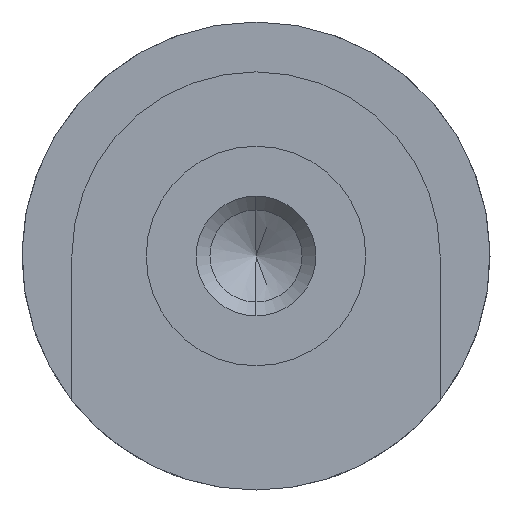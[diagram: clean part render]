
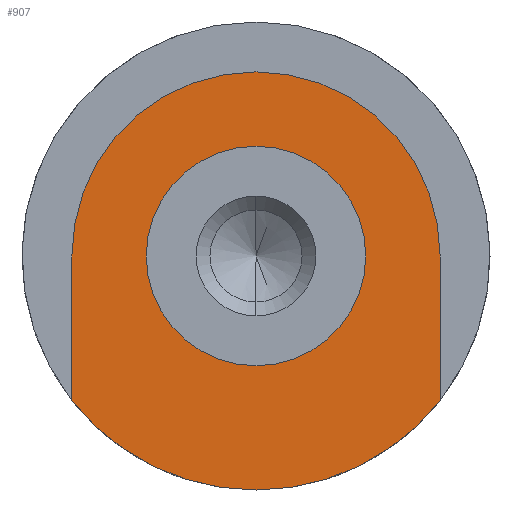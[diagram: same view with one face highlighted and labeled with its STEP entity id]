
A CAD part, left-side view. The second image highlights one B-rep face of the part: STEP entity #907.
In plain terms, the highlighted planar face has unit normal (-1, 0, 0).
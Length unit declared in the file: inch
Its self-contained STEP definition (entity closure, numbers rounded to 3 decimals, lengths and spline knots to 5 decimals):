
#29 = DIRECTION ( 'NONE',  ( -1., 0., 0. ) ) ;
#44 = FACE_BOUND ( 'NONE', #643, .T. ) ;
#49 = ORIENTED_EDGE ( 'NONE', *, *, #563, .T. ) ;
#51 = CARTESIAN_POINT ( 'NONE',  ( 0., 0., 0. ) ) ;
#57 = AXIS2_PLACEMENT_3D ( 'NONE', #979, #674, #754 ) ;
#59 = DIRECTION ( 'NONE',  ( 0., -1., 0. ) ) ;
#64 = VECTOR ( 'NONE', #1013, 39.37008 ) ;
#73 = DIRECTION ( 'NONE',  ( 0., 0., -1. ) ) ;
#74 = CARTESIAN_POINT ( 'NONE',  ( 0., 0.3935, 0. ) ) ;
#131 = AXIS2_PLACEMENT_3D ( 'NONE', #51, #29, #688 ) ;
#161 = VERTEX_POINT ( 'NONE', #491 ) ;
#162 = EDGE_CURVE ( 'NONE', #665, #361, #947, .T. ) ;
#183 = DIRECTION ( 'NONE',  ( 0., -1., 0. ) ) ;
#255 = DIRECTION ( 'NONE',  ( -1., 0., 0. ) ) ;
#267 = ORIENTED_EDGE ( 'NONE', *, *, #637, .T. ) ;
#272 = PLANE ( 'NONE',  #57 ) ;
#277 = FACE_OUTER_BOUND ( 'NONE', #342, .T. ) ;
#281 = AXIS2_PLACEMENT_3D ( 'NONE', #455, #460, #59 ) ;
#329 = CIRCLE ( 'NONE', #131, 0.5 ) ;
#335 = CARTESIAN_POINT ( 'NONE',  ( 0., -0.3935, 0. ) ) ;
#340 = CARTESIAN_POINT ( 'NONE',  ( 0., 0., 0. ) ) ;
#342 = EDGE_LOOP ( 'NONE', ( #267, #49, #454, #1023, #840 ) ) ;
#361 = VERTEX_POINT ( 'NONE', #736 ) ;
#389 = EDGE_CURVE ( 'NONE', #669, #648, #780, .T. ) ;
#448 = CIRCLE ( 'NONE', #281, 0.2345 ) ;
#449 = VERTEX_POINT ( 'NONE', #335 ) ;
#451 = CARTESIAN_POINT ( 'NONE',  ( 0., -0.3935, 0. ) ) ;
#454 = ORIENTED_EDGE ( 'NONE', *, *, #389, .T. ) ;
#455 = CARTESIAN_POINT ( 'NONE',  ( 0., 0., 0. ) ) ;
#460 = DIRECTION ( 'NONE',  ( -1., 0., 0. ) ) ;
#473 = CIRCLE ( 'NONE', #846, 0.3935 ) ;
#491 = CARTESIAN_POINT ( 'NONE',  ( 0., 0.3935, -0.30848 ) ) ;
#494 = AXIS2_PLACEMENT_3D ( 'NONE', #833, #515, #908 ) ;
#515 = DIRECTION ( 'NONE',  ( -1., 0., 0. ) ) ;
#516 = DIRECTION ( 'NONE',  ( -1., 0., 0. ) ) ;
#563 = EDGE_CURVE ( 'NONE', #161, #669, #329, .T. ) ;
#582 = DIRECTION ( 'NONE',  ( 0., 0., 1. ) ) ;
#586 = CARTESIAN_POINT ( 'NONE',  ( 0., 0., 0. ) ) ;
#608 = VERTEX_POINT ( 'NONE', #948 ) ;
#624 = CARTESIAN_POINT ( 'NONE',  ( 0., 0., -0.5 ) ) ;
#637 = EDGE_CURVE ( 'NONE', #608, #161, #936, .T. ) ;
#643 = EDGE_LOOP ( 'NONE', ( #751, #1001 ) ) ;
#648 = VERTEX_POINT ( 'NONE', #939 ) ;
#665 = VERTEX_POINT ( 'NONE', #1007 ) ;
#669 = VERTEX_POINT ( 'NONE', #624 ) ;
#674 = DIRECTION ( 'NONE',  ( 1., 0., 0. ) ) ;
#688 = DIRECTION ( 'NONE',  ( 0., 0., 1. ) ) ;
#709 = VECTOR ( 'NONE', #73, 39.37008 ) ;
#716 = EDGE_CURVE ( 'NONE', #361, #665, #448, .T. ) ;
#736 = CARTESIAN_POINT ( 'NONE',  ( 0., -0.2345, 0. ) ) ;
#751 = ORIENTED_EDGE ( 'NONE', *, *, #162, .F. ) ;
#754 = DIRECTION ( 'NONE',  ( 0., 0., -1. ) ) ;
#780 = CIRCLE ( 'NONE', #832, 0.5 ) ;
#832 = AXIS2_PLACEMENT_3D ( 'NONE', #340, #255, #582 ) ;
#833 = CARTESIAN_POINT ( 'NONE',  ( 0., 0., 0. ) ) ;
#840 = ORIENTED_EDGE ( 'NONE', *, *, #955, .T. ) ;
#846 = AXIS2_PLACEMENT_3D ( 'NONE', #586, #516, #183 ) ;
#907 = ADVANCED_FACE ( 'NONE', ( #44, #277 ), #272, .F. ) ;
#908 = DIRECTION ( 'NONE',  ( 0., -1., 0. ) ) ;
#936 = LINE ( 'NONE', #74, #64 ) ;
#939 = CARTESIAN_POINT ( 'NONE',  ( 0., -0.3935, -0.30848 ) ) ;
#947 = CIRCLE ( 'NONE', #494, 0.2345 ) ;
#948 = CARTESIAN_POINT ( 'NONE',  ( 0., 0.3935, 0. ) ) ;
#955 = EDGE_CURVE ( 'NONE', #449, #608, #473, .T. ) ;
#979 = CARTESIAN_POINT ( 'NONE',  ( 0., 0.5, 0. ) ) ;
#984 = LINE ( 'NONE', #451, #709 ) ;
#1001 = ORIENTED_EDGE ( 'NONE', *, *, #716, .F. ) ;
#1007 = CARTESIAN_POINT ( 'NONE',  ( 0., 0.2345, 0. ) ) ;
#1013 = DIRECTION ( 'NONE',  ( 0., 0., -1. ) ) ;
#1016 = EDGE_CURVE ( 'NONE', #449, #648, #984, .T. ) ;
#1023 = ORIENTED_EDGE ( 'NONE', *, *, #1016, .F. ) ;
